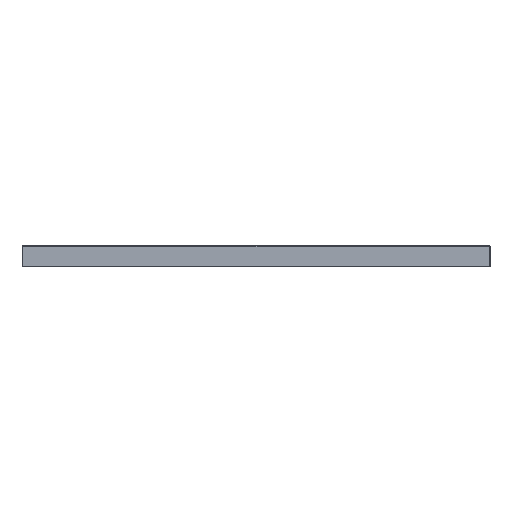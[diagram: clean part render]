
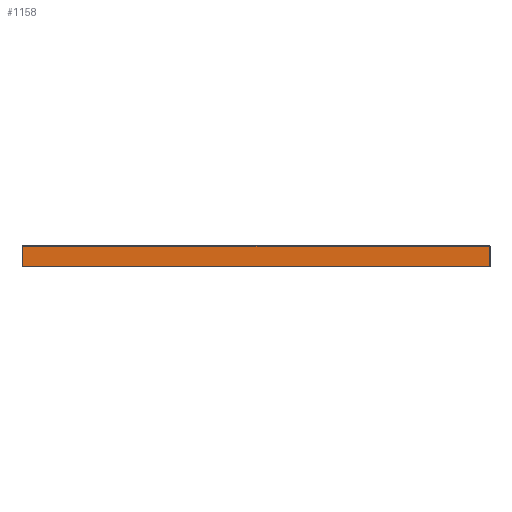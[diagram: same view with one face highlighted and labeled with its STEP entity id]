
A CAD part, left-side view. The second image highlights one B-rep face of the part: STEP entity #1158.
In plain terms, the highlighted planar face has unit normal (-1, 0, 0).
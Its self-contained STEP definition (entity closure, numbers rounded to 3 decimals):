
#362=B_SPLINE_CURVE_WITH_KNOTS('',3,(#24630,#24631,#24632,#24633,#24634,
#24635,#24636,#24637,#24638,#24639,#24640,#24641,#24642,#24643,#24644,#24645),
 .UNSPECIFIED.,.F.,.F.,(4,3,3,3,3,4),(0.,0.008,0.041,
0.172,0.697,1.),.UNSPECIFIED.);
#363=B_SPLINE_CURVE_WITH_KNOTS('',3,(#24648,#24649,#24650,#24651,#24652,
#24653,#24654,#24655,#24656,#24657,#24658,#24659,#24660,#24661,#24662,#24663,
#24664,#24665,#24666,#24667,#24668,#24669,#24670,#24671,#24672),
 .UNSPECIFIED.,.F.,.F.,(4,3,3,3,3,3,3,3,4),(0.,0.007,0.033,
0.14,0.569,0.828,0.959,
0.992,1.),.UNSPECIFIED.);
#798=FACE_OUTER_BOUND('',#1738,.T.);
#1158=ADVANCED_FACE('',(#798),#1449,.T.);
#1449=PLANE('',#6779);
#1738=EDGE_LOOP('',(#3269,#3270,#3271,#3272,#3273));
#3269=ORIENTED_EDGE('',*,*,#5314,.T.);
#3270=ORIENTED_EDGE('',*,*,#5315,.T.);
#3271=ORIENTED_EDGE('',*,*,#5316,.T.);
#3272=ORIENTED_EDGE('',*,*,#5310,.F.);
#3273=ORIENTED_EDGE('',*,*,#5317,.T.);
#4559=VERTEX_POINT('',#24621);
#4560=VERTEX_POINT('',#24623);
#4563=VERTEX_POINT('',#24646);
#4564=VERTEX_POINT('',#24647);
#4565=VERTEX_POINT('',#24673);
#5310=EDGE_CURVE('',#4559,#4560,#6001,.T.);
#5314=EDGE_CURVE('',#4563,#4564,#362,.T.);
#5315=EDGE_CURVE('',#4564,#4565,#363,.T.);
#5316=EDGE_CURVE('',#4565,#4560,#6003,.T.);
#5317=EDGE_CURVE('',#4559,#4563,#6004,.T.);
#6001=LINE('',#24622,#6394);
#6003=LINE('',#24674,#6396);
#6004=LINE('',#24675,#6397);
#6394=VECTOR('',#7956,1.);
#6396=VECTOR('',#7964,1.);
#6397=VECTOR('',#7965,1.);
#6779=AXIS2_PLACEMENT_3D('',#24676,#7966,#7967);
#7956=DIRECTION('',(0.,1.,0.));
#7964=DIRECTION('',(0.,0.,-1.));
#7965=DIRECTION('',(0.,0.,1.));
#7966=DIRECTION('',(-1.,0.,0.));
#7967=DIRECTION('',(0.,0.,1.));
#24621=CARTESIAN_POINT('',(-200.,-448.5,0.));
#24622=CARTESIAN_POINT('',(-200.,-450.,0.));
#24623=CARTESIAN_POINT('',(-200.,448.5,0.));
#24630=CARTESIAN_POINT('',(-200.,-448.5,38.481));
#24631=CARTESIAN_POINT('',(-200.,-447.274,38.467));
#24632=CARTESIAN_POINT('',(-200.,-446.048,38.464));
#24633=CARTESIAN_POINT('',(-200.,-444.821,38.464));
#24634=CARTESIAN_POINT('',(-200.,-439.917,38.464));
#24635=CARTESIAN_POINT('',(-200.,-435.012,38.464));
#24636=CARTESIAN_POINT('',(-200.,-430.108,38.464));
#24637=CARTESIAN_POINT('',(-200.,-410.489,38.464));
#24638=CARTESIAN_POINT('',(-200.,-390.87,38.464));
#24639=CARTESIAN_POINT('',(-200.,-371.252,38.464));
#24640=CARTESIAN_POINT('',(-200.,-292.777,38.464));
#24641=CARTESIAN_POINT('',(-200.,-214.303,38.464));
#24642=CARTESIAN_POINT('',(-200.,-135.829,38.464));
#24643=CARTESIAN_POINT('',(-200.,-90.552,38.464));
#24644=CARTESIAN_POINT('',(-200.,-45.276,38.464));
#24645=CARTESIAN_POINT('',(-200.,0.,38.464));
#24646=CARTESIAN_POINT('',(-200.,-448.5,38.481));
#24647=CARTESIAN_POINT('',(-200.,0.,38.464));
#24648=CARTESIAN_POINT('',(-200.,0.,38.464));
#24649=CARTESIAN_POINT('',(-200.,1.,38.464));
#24650=CARTESIAN_POINT('',(-200.,2.,38.464));
#24651=CARTESIAN_POINT('',(-200.,3.,38.464));
#24652=CARTESIAN_POINT('',(-200.,7.,38.464));
#24653=CARTESIAN_POINT('',(-200.,11.,38.464));
#24654=CARTESIAN_POINT('',(-200.,15.,38.464));
#24655=CARTESIAN_POINT('',(-200.,31.,38.464));
#24656=CARTESIAN_POINT('',(-200.,47.,38.464));
#24657=CARTESIAN_POINT('',(-200.,63.,38.464));
#24658=CARTESIAN_POINT('',(-200.,127.,38.464));
#24659=CARTESIAN_POINT('',(-200.,191.,38.464));
#24660=CARTESIAN_POINT('',(-200.,255.,38.464));
#24661=CARTESIAN_POINT('',(-200.,293.751,38.464));
#24662=CARTESIAN_POINT('',(-200.,332.501,38.464));
#24663=CARTESIAN_POINT('',(-200.,371.252,38.464));
#24664=CARTESIAN_POINT('',(-200.,390.87,38.464));
#24665=CARTESIAN_POINT('',(-200.,410.489,38.464));
#24666=CARTESIAN_POINT('',(-200.,430.108,38.464));
#24667=CARTESIAN_POINT('',(-200.,435.012,38.464));
#24668=CARTESIAN_POINT('',(-200.,439.917,38.464));
#24669=CARTESIAN_POINT('',(-200.,444.821,38.464));
#24670=CARTESIAN_POINT('',(-200.,446.048,38.464));
#24671=CARTESIAN_POINT('',(-200.,447.274,38.467));
#24672=CARTESIAN_POINT('',(-200.,448.5,38.481));
#24673=CARTESIAN_POINT('',(-200.,448.5,38.481));
#24674=CARTESIAN_POINT('',(-200.,448.5,39.));
#24675=CARTESIAN_POINT('',(-200.,-448.5,39.));
#24676=CARTESIAN_POINT('',(-200.,-450.,39.));
